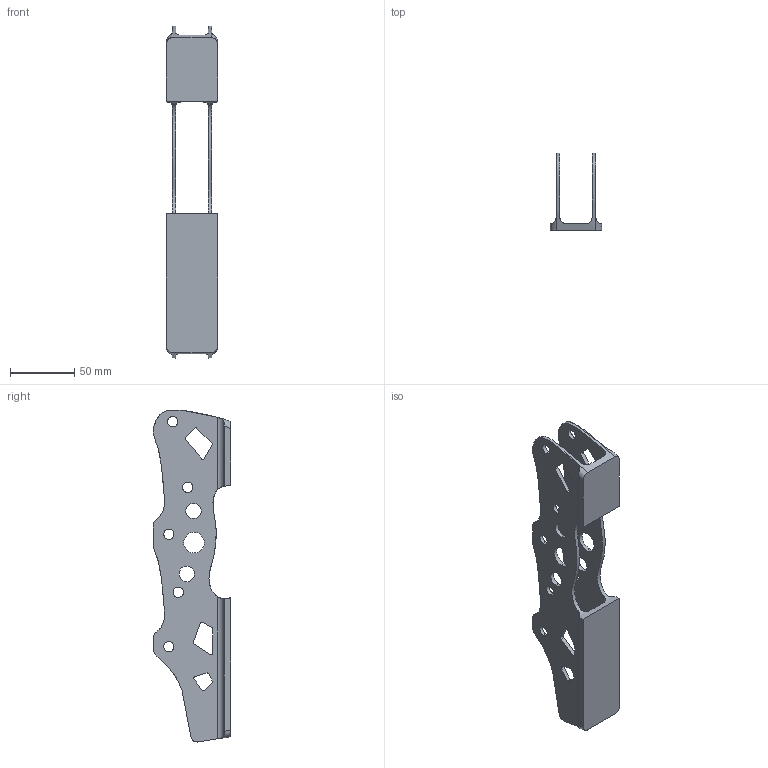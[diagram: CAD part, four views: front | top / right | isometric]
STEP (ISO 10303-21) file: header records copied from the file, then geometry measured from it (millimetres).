
FILE_DESCRIPTION (( 'STEP AP203' ), '1' );
FILE_NAME ('Support.STEP', '2020-11-15T06:47:14', ( '' ), ( '' ), 'SwSTEP 2.0', 'SolidWorks 2017', '' );
FILE_SCHEMA (( 'CONFIG_CONTROL_DESIGN' ));
Length unit declared in the file: millimetre
Products named in the file (1): Support
Bounding box: 40 x 60 x 258.18 mm (x, y, z)
Volume: 93270.1 mm3; surface area: 56898 mm2
Topology: 1 solids, 1 shells, 143 faces, 426 edges, 284 vertices
Faces by surface type: cylinder 88, plane 45, bspline 10
Entity records: 6015 total; most frequent: CARTESIAN_POINT 1992, ORIENTED_EDGE 852, DIRECTION 794, EDGE_CURVE 426, AXIS2_PLACEMENT_3D 288, VERTEX_POINT 284, VECTOR 218, LINE 218
